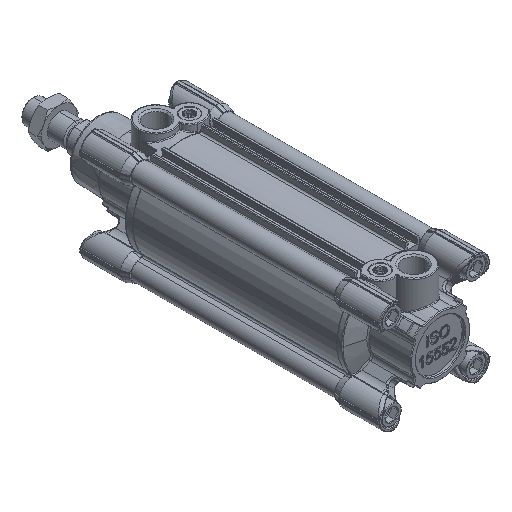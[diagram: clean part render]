
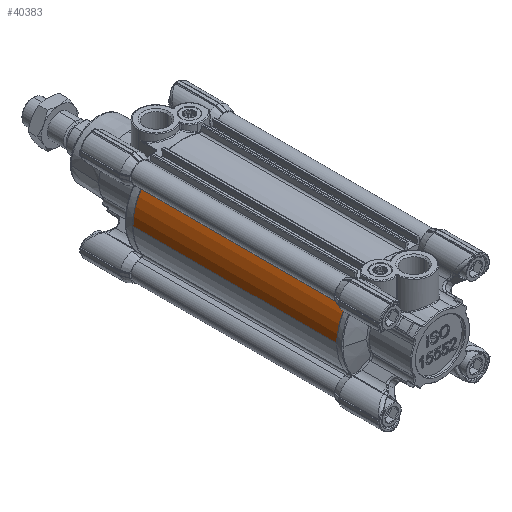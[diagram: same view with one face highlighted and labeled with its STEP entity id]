
A CAD part, isometric view. The second image highlights one B-rep face of the part: STEP entity #40383.
In plain terms, the highlighted cylindrical face has radius 33.5 mm (diameter 67 mm), a partial arc.
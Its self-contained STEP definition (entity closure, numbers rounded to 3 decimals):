
#4036 = CARTESIAN_POINT ( 'NONE',  ( -27.116, 32., 19.671 ) ) ;
#5467 = VECTOR ( 'NONE', #55693, 1000. ) ;
#7812 = CARTESIAN_POINT ( 'NONE',  ( 0., 169., 0. ) ) ;
#11648 = ORIENTED_EDGE ( 'NONE', *, *, #18800, .F. ) ;
#15585 = VERTEX_POINT ( 'NONE', #4036 ) ;
#15938 = CARTESIAN_POINT ( 'NONE',  ( -33.5, 169., 0. ) ) ;
#18800 = EDGE_CURVE ( 'NONE', #69997, #57381, #114457, .T. ) ;
#19162 = DIRECTION ( 'NONE',  ( 0., 1., 0. ) ) ;
#26605 = DIRECTION ( 'NONE',  ( 0., 1., 0. ) ) ;
#28542 = CARTESIAN_POINT ( 'NONE',  ( -33.5, 112., 0. ) ) ;
#30383 = VERTEX_POINT ( 'NONE', #123946 ) ;
#33264 = CIRCLE ( 'NONE', #119348, 33.5 ) ;
#39376 = VECTOR ( 'NONE', #19162, 1000. ) ;
#40383 = ADVANCED_FACE ( 'NONE', ( #64261 ), #92533, .T. ) ;
#43214 = LINE ( 'NONE', #81493, #5467 ) ;
#45392 = ORIENTED_EDGE ( 'NONE', *, *, #102095, .F. ) ;
#46947 = CARTESIAN_POINT ( 'NONE',  ( -33.5, 32., 0. ) ) ;
#53383 = ORIENTED_EDGE ( 'NONE', *, *, #62407, .T. ) ;
#54404 = ORIENTED_EDGE ( 'NONE', *, *, #84034, .T. ) ;
#55693 = DIRECTION ( 'NONE',  ( 0., 1., 0. ) ) ;
#57381 = VERTEX_POINT ( 'NONE', #15938 ) ;
#57740 = DIRECTION ( 'NONE',  ( 1., 0., 0. ) ) ;
#57819 = EDGE_LOOP ( 'NONE', ( #11648, #45392, #54404, #53383 ) ) ;
#62407 = EDGE_CURVE ( 'NONE', #30383, #57381, #33264, .T. ) ;
#64261 = FACE_OUTER_BOUND ( 'NONE', #57819, .T. ) ;
#69792 = AXIS2_PLACEMENT_3D ( 'NONE', #86009, #105429, #57740 ) ;
#69997 = VERTEX_POINT ( 'NONE', #46947 ) ;
#81493 = CARTESIAN_POINT ( 'NONE',  ( -27.116, 112., 19.671 ) ) ;
#84034 = EDGE_CURVE ( 'NONE', #15585, #30383, #43214, .T. ) ;
#86009 = CARTESIAN_POINT ( 'NONE',  ( 0., 32., 0. ) ) ;
#92533 = CYLINDRICAL_SURFACE ( 'NONE', #116322, 33.5 ) ;
#101895 = DIRECTION ( 'NONE',  ( 0., -1., 0. ) ) ;
#101902 = DIRECTION ( 'NONE',  ( -1., 0., 0. ) ) ;
#102095 = EDGE_CURVE ( 'NONE', #15585, #69997, #103911, .T. ) ;
#103911 = CIRCLE ( 'NONE', #69792, 33.5 ) ;
#104369 = CARTESIAN_POINT ( 'NONE',  ( 0., 112., 0. ) ) ;
#105429 = DIRECTION ( 'NONE',  ( 0., -1., 0. ) ) ;
#114457 = LINE ( 'NONE', #28542, #39376 ) ;
#116322 = AXIS2_PLACEMENT_3D ( 'NONE', #104369, #26605, #101902 ) ;
#119348 = AXIS2_PLACEMENT_3D ( 'NONE', #7812, #101895, #120040 ) ;
#120040 = DIRECTION ( 'NONE',  ( 1., 0., 0. ) ) ;
#123946 = CARTESIAN_POINT ( 'NONE',  ( -27.116, 169., 19.671 ) ) ;
